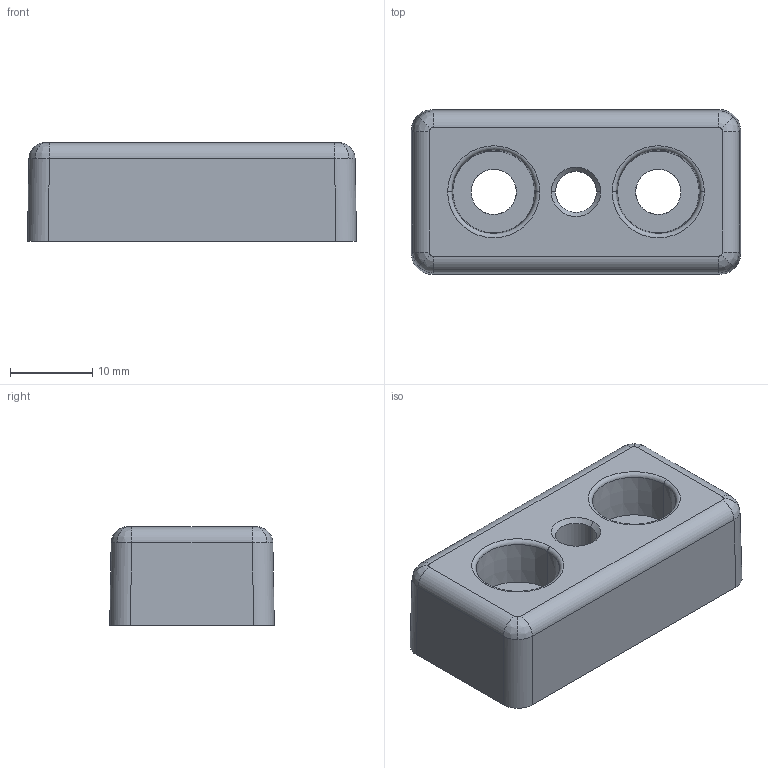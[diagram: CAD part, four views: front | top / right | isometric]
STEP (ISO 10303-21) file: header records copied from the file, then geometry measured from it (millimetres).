
FILE_DESCRIPTION (( 'STEP AP214' ), '1' );
FILE_NAME ('new products093T20400605S.step', '2017-09-26T11:59:04', ( '' ), ( '' ), 'SwSTEP 2.0', 'SolidWorks 2017', '' );
FILE_SCHEMA (( 'AUTOMOTIVE_DESIGN' ));
Length unit declared in the file: millimetre
Products named in the file (1): new products093T20400605S
Bounding box: 40 x 20 x 12 mm (x, y, z)
Volume: 5675.8 mm3; surface area: 5105.7 mm2
Topology: 1 solids, 1 shells, 242 faces, 554 edges, 324 vertices
Faces by surface type: cylinder 58, plane 52, bspline 44, sphere 40, cone 32, torus 16
Entity records: 7524 total; most frequent: CARTESIAN_POINT 2411, ORIENTED_EDGE 1108, DIRECTION 1008, EDGE_CURVE 554, AXIS2_PLACEMENT_3D 419, VERTEX_POINT 324, EDGE_LOOP 258, ADVANCED_FACE 242
